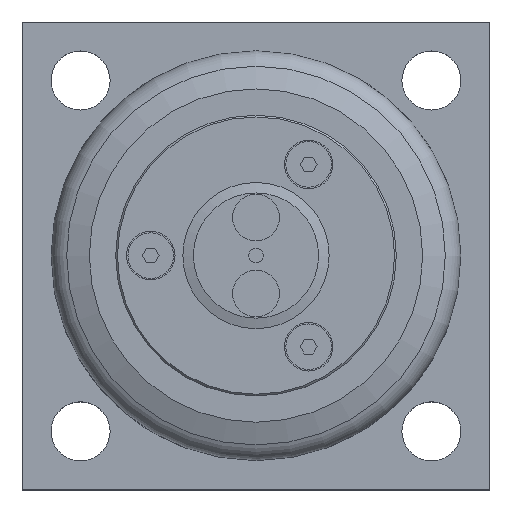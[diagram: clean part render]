
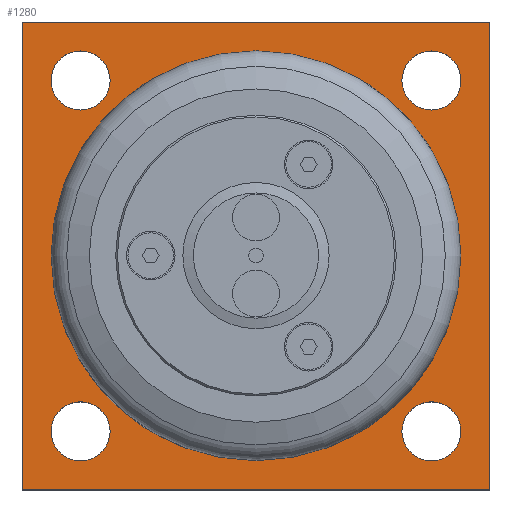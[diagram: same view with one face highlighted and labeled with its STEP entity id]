
A CAD part, top view. The second image highlights one B-rep face of the part: STEP entity #1280.
In plain terms, the highlighted planar face has unit normal (0, 0, 1).
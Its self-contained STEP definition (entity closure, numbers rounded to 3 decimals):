
#43=FACE_BOUND('',#313,.T.);
#44=FACE_BOUND('',#314,.T.);
#45=FACE_BOUND('',#315,.T.);
#46=FACE_BOUND('',#316,.T.);
#47=FACE_BOUND('',#317,.T.);
#117=CIRCLE('',#1437,23.5);
#120=CIRCLE('',#1442,5.053);
#121=CIRCLE('',#1443,5.053);
#122=CIRCLE('',#1444,5.053);
#123=CIRCLE('',#1445,5.053);
#124=CIRCLE('',#1446,5.053);
#125=CIRCLE('',#1447,5.053);
#126=CIRCLE('',#1448,5.053);
#127=CIRCLE('',#1449,5.053);
#219=FACE_OUTER_BOUND('',#312,.T.);
#312=EDGE_LOOP('',(#1104,#1105,#1106,#1107));
#313=EDGE_LOOP('',(#1108,#1109));
#314=EDGE_LOOP('',(#1110,#1111));
#315=EDGE_LOOP('',(#1112,#1113));
#316=EDGE_LOOP('',(#1114,#1115));
#317=EDGE_LOOP('',(#1116));
#410=LINE('',#2212,#504);
#411=LINE('',#2214,#505);
#412=LINE('',#2216,#506);
#413=LINE('',#2217,#507);
#504=VECTOR('',#1806,10.);
#505=VECTOR('',#1807,10.);
#506=VECTOR('',#1808,10.);
#507=VECTOR('',#1809,10.);
#619=VERTEX_POINT('',#2201);
#622=VERTEX_POINT('',#2210);
#623=VERTEX_POINT('',#2211);
#624=VERTEX_POINT('',#2213);
#625=VERTEX_POINT('',#2215);
#626=VERTEX_POINT('',#2218);
#627=VERTEX_POINT('',#2219);
#628=VERTEX_POINT('',#2222);
#629=VERTEX_POINT('',#2223);
#630=VERTEX_POINT('',#2226);
#631=VERTEX_POINT('',#2227);
#632=VERTEX_POINT('',#2230);
#633=VERTEX_POINT('',#2231);
#785=EDGE_CURVE('',#619,#619,#117,.T.);
#788=EDGE_CURVE('',#622,#623,#410,.T.);
#789=EDGE_CURVE('',#624,#622,#411,.T.);
#790=EDGE_CURVE('',#625,#624,#412,.T.);
#791=EDGE_CURVE('',#623,#625,#413,.T.);
#792=EDGE_CURVE('',#626,#627,#120,.T.);
#793=EDGE_CURVE('',#627,#626,#121,.T.);
#794=EDGE_CURVE('',#628,#629,#122,.T.);
#795=EDGE_CURVE('',#629,#628,#123,.T.);
#796=EDGE_CURVE('',#630,#631,#124,.T.);
#797=EDGE_CURVE('',#631,#630,#125,.T.);
#798=EDGE_CURVE('',#632,#633,#126,.T.);
#799=EDGE_CURVE('',#633,#632,#127,.T.);
#1104=ORIENTED_EDGE('',*,*,#788,.F.);
#1105=ORIENTED_EDGE('',*,*,#789,.F.);
#1106=ORIENTED_EDGE('',*,*,#790,.F.);
#1107=ORIENTED_EDGE('',*,*,#791,.F.);
#1108=ORIENTED_EDGE('',*,*,#792,.T.);
#1109=ORIENTED_EDGE('',*,*,#793,.T.);
#1110=ORIENTED_EDGE('',*,*,#794,.T.);
#1111=ORIENTED_EDGE('',*,*,#795,.T.);
#1112=ORIENTED_EDGE('',*,*,#796,.T.);
#1113=ORIENTED_EDGE('',*,*,#797,.T.);
#1114=ORIENTED_EDGE('',*,*,#798,.T.);
#1115=ORIENTED_EDGE('',*,*,#799,.T.);
#1116=ORIENTED_EDGE('',*,*,#785,.T.);
#1211=PLANE('',#1441);
#1280=ADVANCED_FACE('',(#219,#43,#44,#45,#46,#47),#1211,.T.);
#1437=AXIS2_PLACEMENT_3D('',#2203,#1796,#1797);
#1441=AXIS2_PLACEMENT_3D('',#2209,#1804,#1805);
#1442=AXIS2_PLACEMENT_3D('',#2220,#1810,#1811);
#1443=AXIS2_PLACEMENT_3D('',#2221,#1812,#1813);
#1444=AXIS2_PLACEMENT_3D('',#2224,#1814,#1815);
#1445=AXIS2_PLACEMENT_3D('',#2225,#1816,#1817);
#1446=AXIS2_PLACEMENT_3D('',#2228,#1818,#1819);
#1447=AXIS2_PLACEMENT_3D('',#2229,#1820,#1821);
#1448=AXIS2_PLACEMENT_3D('',#2232,#1822,#1823);
#1449=AXIS2_PLACEMENT_3D('',#2233,#1824,#1825);
#1796=DIRECTION('center_axis',(0.,0.,-1.));
#1797=DIRECTION('ref_axis',(0.,1.,0.));
#1804=DIRECTION('center_axis',(0.,0.,1.));
#1805=DIRECTION('ref_axis',(1.,0.,0.));
#1806=DIRECTION('',(0.,1.,0.));
#1807=DIRECTION('',(-1.,0.,0.));
#1808=DIRECTION('',(0.,-1.,0.));
#1809=DIRECTION('',(1.,0.,0.));
#1810=DIRECTION('center_axis',(0.,0.,-1.));
#1811=DIRECTION('ref_axis',(1.,0.,0.));
#1812=DIRECTION('center_axis',(0.,0.,-1.));
#1813=DIRECTION('ref_axis',(1.,0.,0.));
#1814=DIRECTION('center_axis',(0.,0.,-1.));
#1815=DIRECTION('ref_axis',(1.,0.,0.));
#1816=DIRECTION('center_axis',(0.,0.,-1.));
#1817=DIRECTION('ref_axis',(1.,0.,0.));
#1818=DIRECTION('center_axis',(0.,0.,-1.));
#1819=DIRECTION('ref_axis',(1.,0.,0.));
#1820=DIRECTION('center_axis',(0.,0.,-1.));
#1821=DIRECTION('ref_axis',(1.,0.,0.));
#1822=DIRECTION('center_axis',(0.,0.,-1.));
#1823=DIRECTION('ref_axis',(1.,0.,0.));
#1824=DIRECTION('center_axis',(0.,0.,-1.));
#1825=DIRECTION('ref_axis',(1.,0.,0.));
#2201=CARTESIAN_POINT('',(40.,16.5,15.));
#2203=CARTESIAN_POINT('Origin',(40.,40.,15.));
#2209=CARTESIAN_POINT('Origin',(40.,40.,15.));
#2210=CARTESIAN_POINT('',(0.,0.,15.));
#2211=CARTESIAN_POINT('',(0.,80.,15.));
#2212=CARTESIAN_POINT('',(0.,80.,15.));
#2213=CARTESIAN_POINT('',(80.,0.,15.));
#2214=CARTESIAN_POINT('',(0.,0.,15.));
#2215=CARTESIAN_POINT('',(80.,80.,15.));
#2216=CARTESIAN_POINT('',(80.,0.,15.));
#2217=CARTESIAN_POINT('',(80.,80.,15.));
#2218=CARTESIAN_POINT('',(15.053,70.,15.));
#2219=CARTESIAN_POINT('',(4.947,70.,15.));
#2220=CARTESIAN_POINT('Origin',(10.,70.,15.));
#2221=CARTESIAN_POINT('Origin',(10.,70.,15.));
#2222=CARTESIAN_POINT('',(75.053,70.,15.));
#2223=CARTESIAN_POINT('',(64.947,70.,15.));
#2224=CARTESIAN_POINT('Origin',(70.,70.,15.));
#2225=CARTESIAN_POINT('Origin',(70.,70.,15.));
#2226=CARTESIAN_POINT('',(75.053,10.,15.));
#2227=CARTESIAN_POINT('',(64.947,10.,15.));
#2228=CARTESIAN_POINT('Origin',(70.,10.,15.));
#2229=CARTESIAN_POINT('Origin',(70.,10.,15.));
#2230=CARTESIAN_POINT('',(15.053,10.,15.));
#2231=CARTESIAN_POINT('',(4.947,10.,15.));
#2232=CARTESIAN_POINT('Origin',(10.,10.,15.));
#2233=CARTESIAN_POINT('Origin',(10.,10.,15.));
